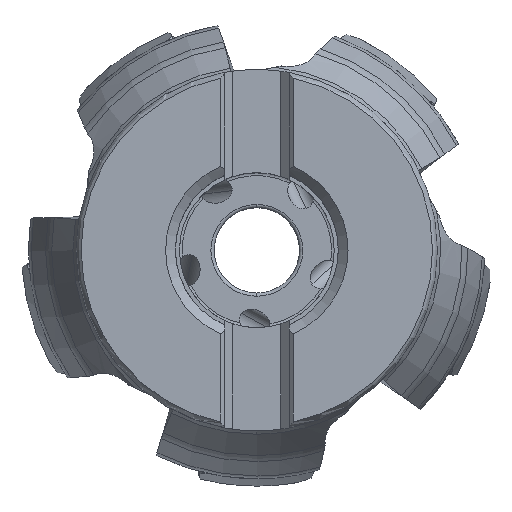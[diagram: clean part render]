
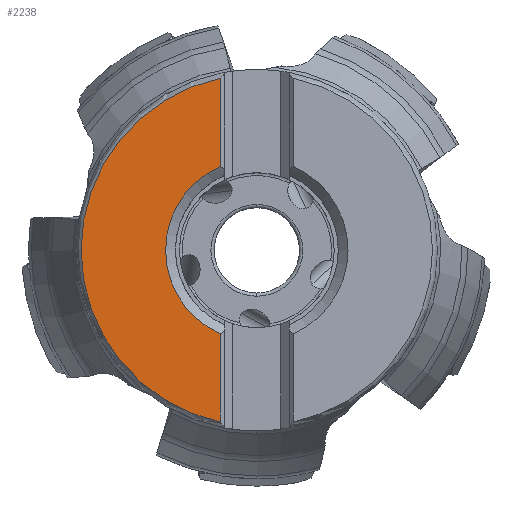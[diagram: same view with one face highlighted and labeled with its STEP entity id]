
A CAD part, top view. The second image highlights one B-rep face of the part: STEP entity #2238.
In plain terms, the highlighted planar face has unit normal (0, 0, 1).
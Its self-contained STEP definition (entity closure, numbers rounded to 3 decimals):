
#246=PLANE('',#13415);
#951=LINE('',#23393,#1500);
#952=LINE('',#23394,#1501);
#1500=VECTOR('',#15696,1.);
#1501=VECTOR('',#15697,1.);
#2238=ADVANCED_FACE('',(#2979),#246,.F.);
#2979=FACE_OUTER_BOUND('',#3661,.T.);
#3661=EDGE_LOOP('',(#6514,#6515,#6516,#6517,#6518));
#6514=ORIENTED_EDGE('',*,*,#11003,.F.);
#6515=ORIENTED_EDGE('',*,*,#11004,.F.);
#6516=ORIENTED_EDGE('',*,*,#11002,.F.);
#6517=ORIENTED_EDGE('',*,*,#11001,.F.);
#6518=ORIENTED_EDGE('',*,*,#11005,.F.);
#9415=VERTEX_POINT('',#23360);
#9418=VERTEX_POINT('',#23385);
#9419=VERTEX_POINT('',#23387);
#9420=VERTEX_POINT('',#23391);
#9421=VERTEX_POINT('',#23392);
#11001=EDGE_CURVE('',#9418,#9419,#12282,.T.);
#11002=EDGE_CURVE('',#9419,#9415,#12283,.T.);
#11003=EDGE_CURVE('',#9420,#9421,#12284,.T.);
#11004=EDGE_CURVE('',#9415,#9420,#951,.T.);
#11005=EDGE_CURVE('',#9421,#9418,#952,.T.);
#12282=CIRCLE('',#13411,21.625);
#12283=CIRCLE('',#13412,21.625);
#12284=CIRCLE('',#13414,11.225);
#13411=AXIS2_PLACEMENT_3D('',#23386,#15688,#15689);
#13412=AXIS2_PLACEMENT_3D('',#23388,#15690,#15691);
#13414=AXIS2_PLACEMENT_3D('',#23390,#15694,#15695);
#13415=AXIS2_PLACEMENT_3D('',#23395,#15698,#15699);
#15688=DIRECTION('',(0.,0.,-1.));
#15689=DIRECTION('',(-0.207,-0.978,0.));
#15690=DIRECTION('',(0.,0.,-1.));
#15691=DIRECTION('',(-1.,0.002,0.));
#15694=DIRECTION('',(0.,0.,1.));
#15695=DIRECTION('',(-0.398,0.917,0.));
#15696=DIRECTION('',(0.,-1.,0.));
#15697=DIRECTION('',(0.,-1.,0.));
#15698=DIRECTION('',(0.,0.,-1.));
#15699=DIRECTION('',(0.,1.,0.));
#23360=CARTESIAN_POINT('',(-4.47,21.158,0.));
#23385=CARTESIAN_POINT('',(-4.47,-21.158,0.));
#23386=CARTESIAN_POINT('',(0.,0.,0.));
#23387=CARTESIAN_POINT('',(-21.625,0.045,0.));
#23388=CARTESIAN_POINT('',(0.,0.,0.));
#23390=CARTESIAN_POINT('',(0.,0.,0.));
#23391=CARTESIAN_POINT('',(-4.47,10.297,0.));
#23392=CARTESIAN_POINT('',(-4.47,-10.297,0.));
#23393=CARTESIAN_POINT('',(-4.47,21.158,0.));
#23394=CARTESIAN_POINT('',(-4.47,-10.297,0.));
#23395=CARTESIAN_POINT('',(60.,48.,0.));
